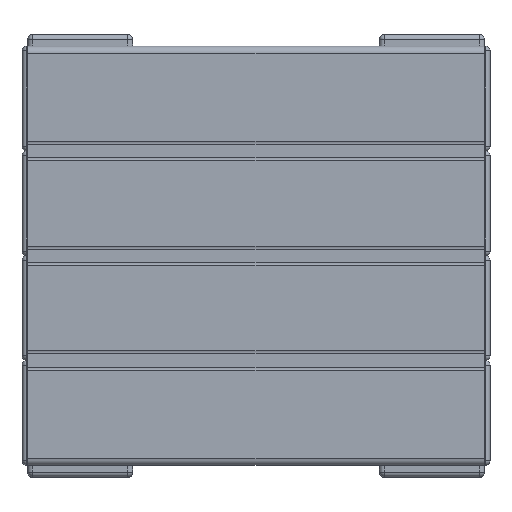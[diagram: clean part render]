
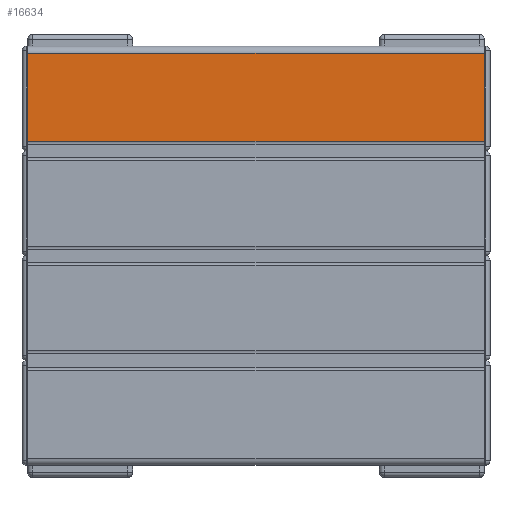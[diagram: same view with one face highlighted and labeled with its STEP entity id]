
A CAD part, top view. The second image highlights one B-rep face of the part: STEP entity #16634.
In plain terms, the highlighted face is planar.
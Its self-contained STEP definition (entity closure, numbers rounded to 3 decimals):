
#1146=PLANE($,#18380);
#2000=FACE_OUTER_BOUND($,#3086,.T.);
#3086=EDGE_LOOP($,(#14278,#14279,#14280,#14281));
#4162=LINE($,#29945,#5620);
#4334=LINE($,#30390,#5792);
#4337=LINE($,#30397,#5795);
#4338=LINE($,#30398,#5796);
#5620=VECTOR($,#22310,37.9);
#5792=VECTOR($,#22640,196.);
#5795=VECTOR($,#22649,37.9);
#5796=VECTOR($,#22650,196.);
#8056=VERTEX_POINT($,#29942);
#8057=VERTEX_POINT($,#29944);
#8251=VERTEX_POINT($,#30388);
#8252=VERTEX_POINT($,#30396);
#10110=EDGE_CURVE($,#8056,#8057,#4162,.T.);
#10333=EDGE_CURVE($,#8056,#8251,#4334,.T.);
#10336=EDGE_CURVE($,#8251,#8252,#4337,.T.);
#10337=EDGE_CURVE($,#8057,#8252,#4338,.T.);
#14278=ORIENTED_EDGE($,*,*,#10333,.T.);
#14279=ORIENTED_EDGE($,*,*,#10336,.T.);
#14280=ORIENTED_EDGE($,*,*,#10337,.F.);
#14281=ORIENTED_EDGE($,*,*,#10110,.F.);
#16634=ADVANCED_FACE($,(#2000),#1146,.T.);
#18380=AXIS2_PLACEMENT_3D($,#30395,#22647,#22648);
#22310=DIRECTION($,(1.,0.,0.));
#22640=DIRECTION($,(0.,0.,1.));
#22647=DIRECTION('center_axis',(0.,1.,0.));
#22648=DIRECTION('ref_axis',(0.,0.,1.));
#22649=DIRECTION($,(1.,0.,0.));
#22650=DIRECTION($,(0.,0.,1.));
#29942=CARTESIAN_POINT('',(49.1,9.5,0.));
#29944=CARTESIAN_POINT('',(87.,9.5,0.));
#29945=CARTESIAN_POINT($,(24.55,9.5,0.));
#30388=CARTESIAN_POINT('',(49.1,9.5,196.));
#30390=CARTESIAN_POINT($,(49.1,9.5,0.));
#30395=CARTESIAN_POINT('Origin',(49.1,9.5,0.));
#30396=CARTESIAN_POINT('',(87.,9.5,196.));
#30397=CARTESIAN_POINT($,(24.55,9.5,196.));
#30398=CARTESIAN_POINT($,(87.,9.5,0.));
